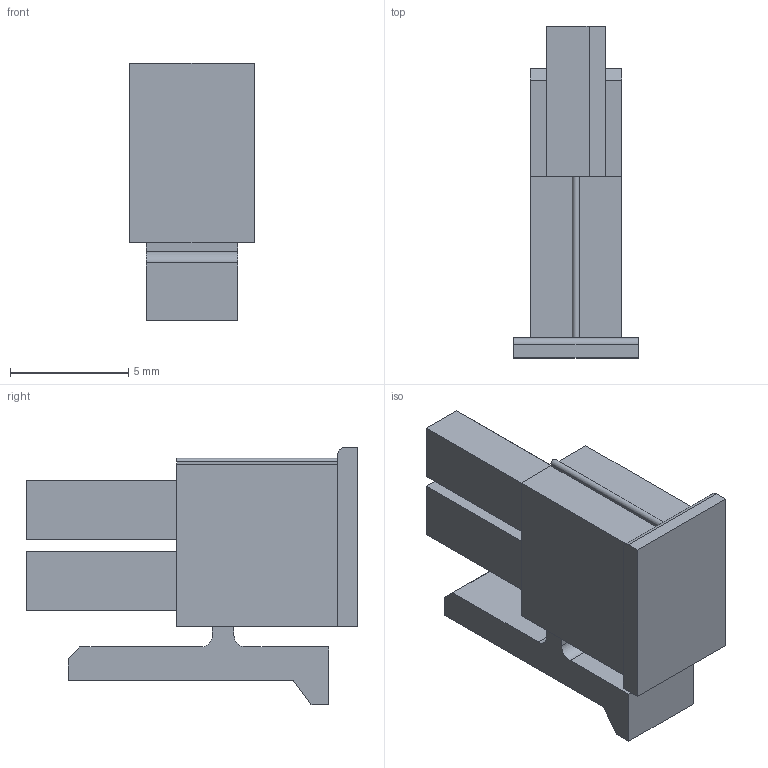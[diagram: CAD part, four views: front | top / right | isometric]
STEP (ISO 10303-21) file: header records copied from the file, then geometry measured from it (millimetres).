
FILE_DESCRIPTION(('STEP AP214'),'1');
FILE_NAME('43025-0200.stp','2017-04-25T14:18:07',('TraceParts'),('TraceParts S.A.'),'Spatial InterOp 3D',' ',' ');
FILE_SCHEMA(('automotive_design'));
Length unit declared in the file: millimetre
Products named in the file (1): 43025-0200
Bounding box: 5.27 x 14 x 10.85 mm (x, y, z)
Volume: 312.3 mm3; surface area: 602.2 mm2
Topology: 1 solids, 1 shells, 71 faces, 193 edges, 128 vertices
Faces by surface type: plane 67, cylinder 4
Entity records: 2214 total; most frequent: CARTESIAN_POINT 393, ORIENTED_EDGE 386, DIRECTION 345, EDGE_CURVE 193, LINE 185, VECTOR 185, VERTEX_POINT 128, AXIS2_PLACEMENT_3D 80
